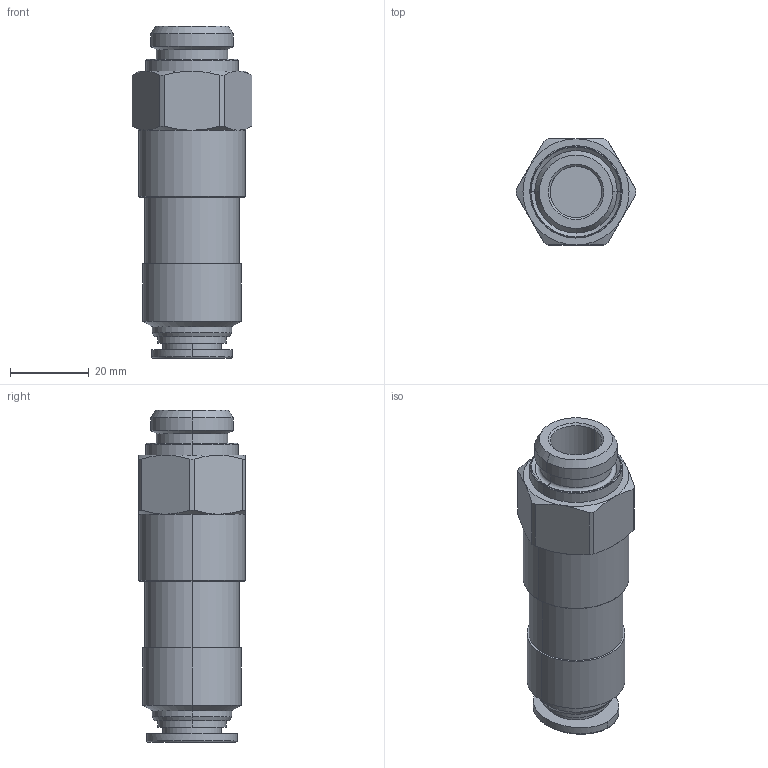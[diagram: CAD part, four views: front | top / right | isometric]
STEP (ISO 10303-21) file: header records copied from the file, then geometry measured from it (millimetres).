
FILE_DESCRIPTION((''),'2;1');
FILE_NAME('PCVC 12-G04.stp','2017-07-24T11:41:55',(''),(''),'Mechanical Desktop 2009','Mechanical Desktop 2009',', , ');
FILE_SCHEMA(('CONFIG_CONTROL_DESIGN'));
Length unit declared in the file: millimetre
Products named in the file (2): PCVC 12-G04; CHECK 12S
Assembly tree (1 placements, depth 2):
  PCVC 12-G04
    CHECK 12S
Bounding box: 30.5 x 27 x 84.45 mm (x, y, z)
Volume: 31976.1 mm3; surface area: 10958.2 mm2
Topology: 1 solids, 1 shells, 80 faces, 171 edges, 102 vertices
Faces by surface type: cone 30, cylinder 28, plane 17, bspline 3, torus 2
Entity records: 2469 total; most frequent: CARTESIAN_POINT 647, DIRECTION 392, ORIENTED_EDGE 342, EDGE_CURVE 171, AXIS2_PLACEMENT_3D 169, VERTEX_POINT 102, EDGE_LOOP 89, CIRCLE 88
